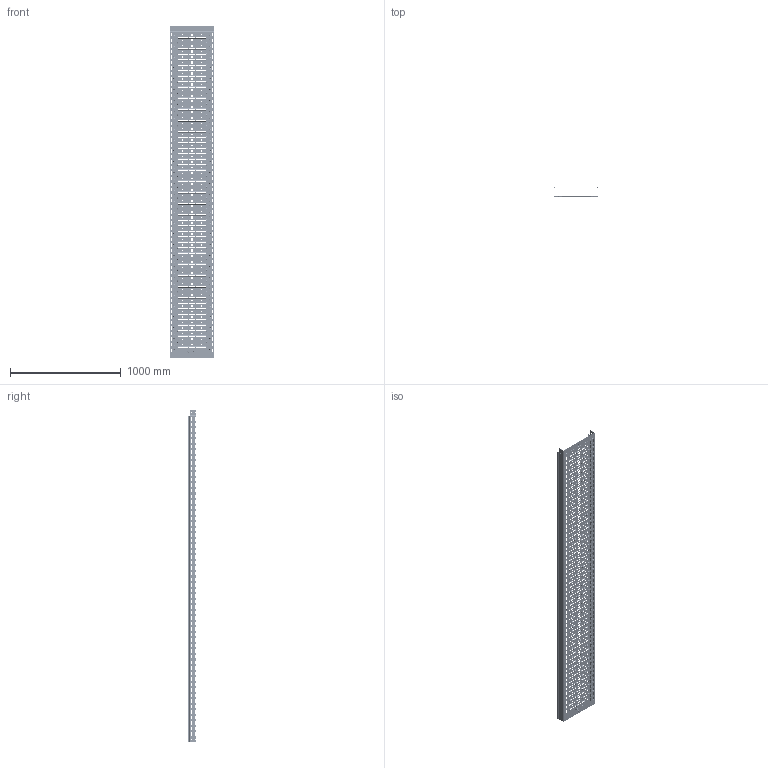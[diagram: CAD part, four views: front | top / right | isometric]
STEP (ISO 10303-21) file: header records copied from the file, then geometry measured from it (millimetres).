
FILE_DESCRIPTION (( 'STEP AP203' ), '1' );
FILE_NAME ('Perforated tray 80õ400õ3000.STEP', '2019-04-29T06:31:08', ( '' ), ( '' ), 'SwSTEP 2.0', 'SolidWorks 2017', '' );
FILE_SCHEMA (( 'CONFIG_CONTROL_DESIGN' ));
Products named in the file (1): Perforated tray 80õ400õ3000
Bounding box: 402.89 x 81.08 x 3000 mm (x, y, z)
Volume: 1533000.4 mm3; surface area: 3151610.3 mm2
Topology: 1 solids, 1 shells, 8279 faces, 21980 edges, 14061 vertices
Faces by surface type: cylinder 3885, plane 2209, torus 2108, bspline 73, sphere 4
Entity records: 272843 total; most frequent: CARTESIAN_POINT 53162, DIRECTION 49790, ORIENTED_EDGE 43952, EDGE_CURVE 21976, AXIS2_PLACEMENT_3D 19846, VERTEX_POINT 14061, CIRCLE 11639, EDGE_LOOP 10729
